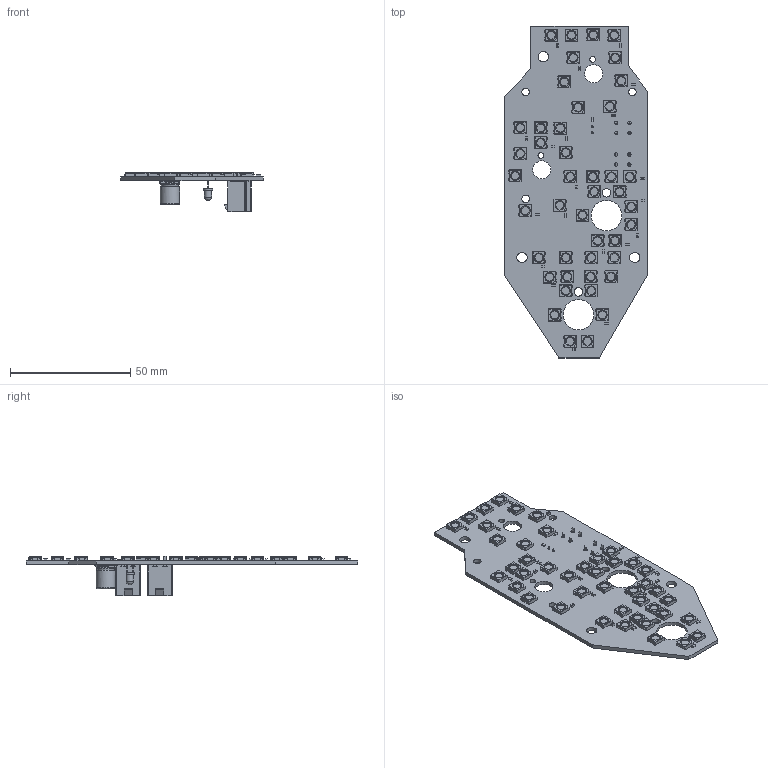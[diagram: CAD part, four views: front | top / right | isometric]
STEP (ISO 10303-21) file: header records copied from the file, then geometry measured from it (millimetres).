
FILE_DESCRIPTION(('KiCad electronic assembly'),'2;1');
FILE_NAME('EXT LT Panel PCB V2.step','2021-01-04T11:57:46',('An Author') ,('A Company'),'Open CASCADE STEP processor 6.9', 'KiCad to STEP converter','Unknown');
FILE_SCHEMA(('AUTOMOTIVE_DESIGN { 1 0 10303 214 1 1 1 1 }'));
Length unit declared in the file: millimetre
Products named in the file (14): Open CASCADE STEP translator 6.9 1; Molex_Mini-Fit_Jr_5566-04A_2x02_P4.20mm_Vertical; SOLID; R_0603_1608Metric; C_0603_1608Metric; LED_D3.0mm; LED_WS2812B_PLCC4_5.0x5.0mm_P3.2mm; CP_Elec_8x10; COMPOUND
Assembly tree (76 placements, depth 3):
  Open CASCADE STEP translator 6.9 1
    Molex_Mini-Fit_Jr_5566-04A_2x02_P4.20mm_Vertical  x2
      SOLID
    R_0603_1608Metric
      SOLID
    C_0603_1608Metric  x20
      SOLID
    LED_D3.0mm
      SOLID
    LED_WS2812B_PLCC4_5.0x5.0mm_P3.2mm  x44
      SOLID
    CP_Elec_8x10
      SOLID
    COMPOUND
Bounding box: 59.44 x 138.28 x 16.3 mm (x, y, z)
Volume: 14107.1 mm3; surface area: 21634.7 mm2
Topology: 70 solids, 70 shells, 3932 faces, 11289 edges, 7431 vertices
Faces by surface type: plane 2624, cylinder 1256, cone 44, torus 4, bspline 2, sphere 1, revolution 1
Full cylindrical faces by diameter (mm): 0.9 x2, 1.4 x8, 2.38 x2, 3 x1, 3.1 x3, 3.333 x44, 3.572 x2, 4.3 x3, 7.54 x2, 8 x2, 12.7 x2
Entity records: 26249 total; most frequent: CARTESIAN_POINT 5125, DIRECTION 3674, LINE 2443, VECTOR 2443, ORIENTED_EDGE 1866, PCURVE 1866, DEFINITIONAL_REPRESENTATION 1866, EDGE_CURVE 933
